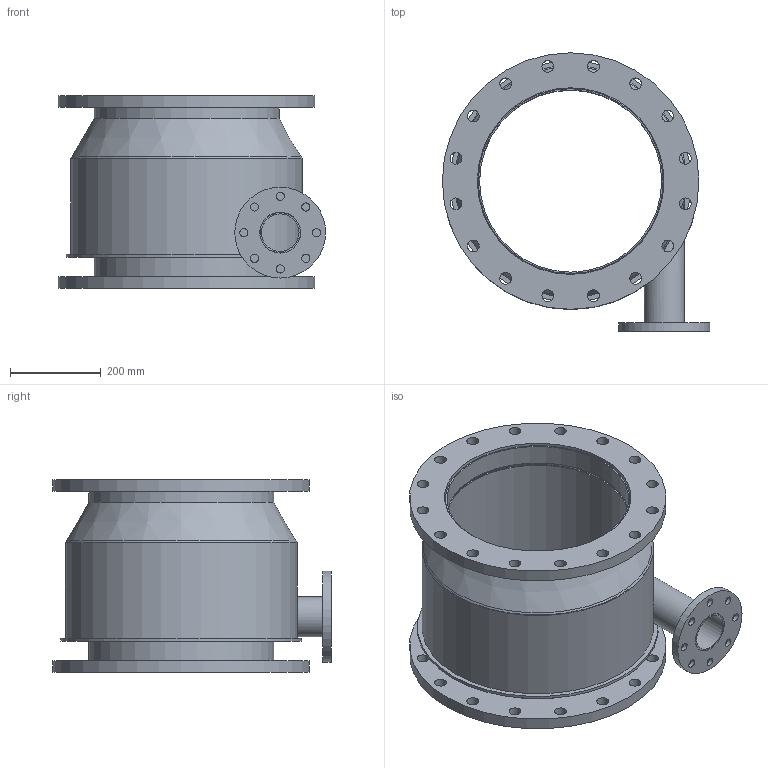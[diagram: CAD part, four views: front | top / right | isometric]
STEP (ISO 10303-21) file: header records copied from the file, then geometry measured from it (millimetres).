
FILE_DESCRIPTION(/* description */ (''),/* implementation_level */ '2;1');
FILE_NAME(/* name */ '3910 WI 16.stp',/* time_stamp */ '2015-04-02T14:20:48+02:00',/* author */ ('Tekenkamer'),/* organization */ (''),/* preprocessor_version */ 'ST-DEVELOPER v15.6',/* originating_system */ 'Autodesk Inventor 2015',/* authorisation */ '');
FILE_SCHEMA (('AUTOMOTIVE_DESIGN { 1 0 10303 214 3 1 1 }'));
Length unit declared in the file: millimetre
Products named in the file (1): 3910 WI 16
Bounding box: 588.5 x 612.5 x 425 mm (x, y, z)
Volume: 9652591.5 mm3; surface area: 3088504.8 mm2
Topology: 9 solids, 9 shells, 84 faces, 176 edges, 117 vertices
Faces by surface type: cylinder 57, plane 24, cone 3
Full cylindrical faces by diameter (mm): 18 x8, 26 x32, 82.9 x1, 88.9 x1, 90 x1, 200 x1, 401 x2, 407 x2, 409 x1, 411 x2, 504 x1, 510 x1, 530 x1, 565 x2
Entity records: 2341 total; most frequent: CARTESIAN_POINT 465, DIRECTION 400, ORIENTED_EDGE 234, EDGE_LOOP 232, AXIS2_PLACEMENT_3D 200, FACE_BOUND 148, VERTEX_POINT 117, EDGE_CURVE 117
